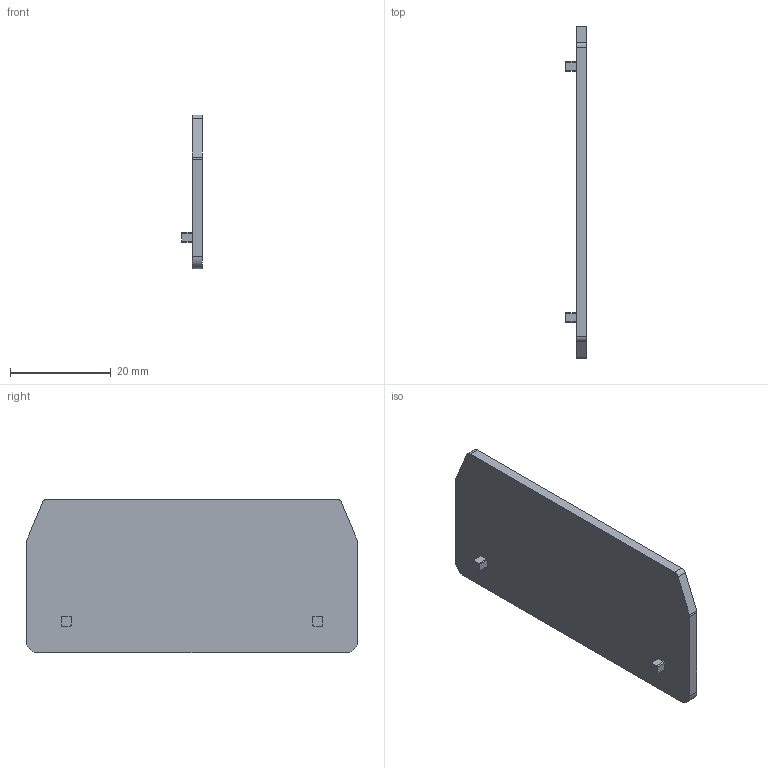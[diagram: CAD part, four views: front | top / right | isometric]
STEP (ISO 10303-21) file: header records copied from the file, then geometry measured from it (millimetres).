
FILE_DESCRIPTION(('CATIA V5R22 STEP214','CAx-IF Rec.Pracs.--- Model Styling and Organization---1.4--- 2014-01-23'),'2;1');
FILE_NAME ('016996-2_0', '2021-06-21T07:06:24+00:00', ('Weidmueller Interface'), ('Weidmueller'), 'CATIA Version 5-6 Release 2016 SP3 HF44', 'CATIA V5 STEP AP214', 'none');
FILE_SCHEMA(('AUTOMOTIVE_DESIGN { 1 0 10303 214 1 1 1 1 }'));
Length unit declared in the file: millimetre
Products named in the file (1): 1608790000
Bounding box: 4.05 x 66 x 30.6 mm (x, y, z)
Volume: 3988.6 mm3; surface area: 4373.8 mm2
Topology: 1 solids, 1 shells, 32 faces, 84 edges, 56 vertices
Faces by surface type: plane 18, cylinder 14
Entity records: 987 total; most frequent: CARTESIAN_POINT 171, ORIENTED_EDGE 168, DIRECTION 144, EDGE_CURVE 84, AXIS2_PLACEMENT_3D 59, VECTOR 56, LINE 56, VERTEX_POINT 56
